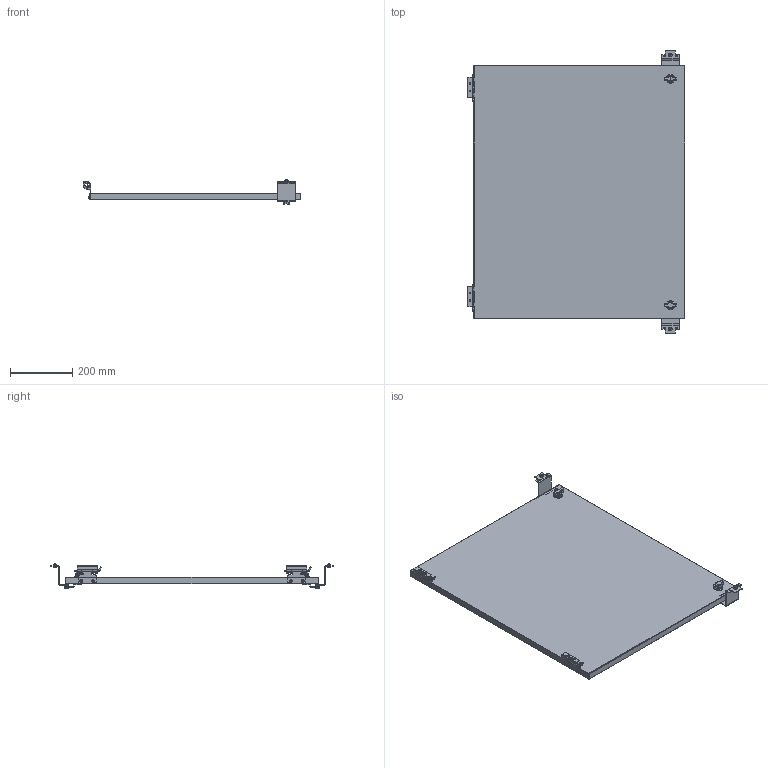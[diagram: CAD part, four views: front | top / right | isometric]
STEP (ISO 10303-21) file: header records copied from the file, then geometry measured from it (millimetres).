
FILE_DESCRIPTION (( 'STEP AP214' ), '1' );
FILE_NAME ('SCE-DF36EL30LP.STEP', '2022-07-25T20:56:40', ( '' ), ( '' ), 'SwSTEP 2.0', 'SolidWorks 2022', '' );
FILE_SCHEMA (( 'AUTOMOTIVE_DESIGN' ));
Length unit declared in the file: inch
Products named in the file (1): SCE-DF36EL30LP
Bounding box: 698.33 x 910.27 x 79.21 mm (x, y, z)
Volume: 1032000.3 mm3; surface area: 1309221.3 mm2
Topology: 35 solids, 35 shells, 1243 faces, 3135 edges, 1916 vertices
Faces by surface type: plane 547, cylinder 390, bspline 152, cone 99, torus 47, sphere 8
Entity records: 42733 total; most frequent: CARTESIAN_POINT 13475, ORIENTED_EDGE 6086, DIRECTION 5834, EDGE_CURVE 3043, AXIS2_PLACEMENT_3D 2132, VERTEX_POINT 1916, LINE 1570, VECTOR 1570
